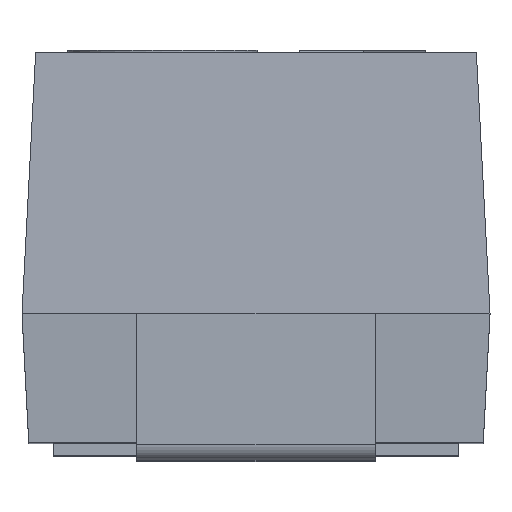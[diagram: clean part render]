
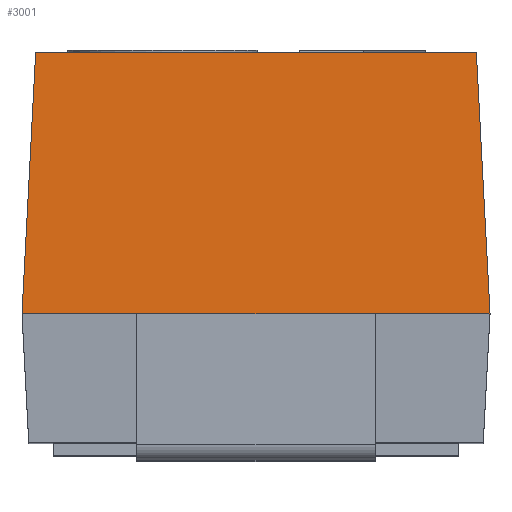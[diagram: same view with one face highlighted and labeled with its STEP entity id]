
A CAD part, top view. The second image highlights one B-rep face of the part: STEP entity #3001.
In plain terms, the highlighted planar face has unit normal (0, 0.052, 0.999).
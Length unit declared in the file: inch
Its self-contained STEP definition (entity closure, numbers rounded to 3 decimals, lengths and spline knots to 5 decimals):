
#49=LINE('',#3869,#408);
#343=LINE('',#4654,#702);
#382=LINE('',#4750,#741);
#383=LINE('',#4753,#742);
#403=LINE('',#4790,#762);
#404=LINE('',#4791,#763);
#408=VECTOR('',#3193,0.3937);
#702=VECTOR('',#3705,0.3937);
#741=VECTOR('',#3798,0.3937);
#742=VECTOR('',#3801,0.3937);
#762=VECTOR('',#3837,0.3937);
#763=VECTOR('',#3838,0.3937);
#891=PLANE('',#3167);
#1056=FACE_OUTER_BOUND('',#1220,.T.);
#1220=EDGE_LOOP('',(#2656,#2657,#2658,#2659,#2660,#2661));
#1249=VERTEX_POINT('',#3866);
#1250=VERTEX_POINT('',#3868);
#1447=VERTEX_POINT('',#4603);
#1462=VERTEX_POINT('',#4644);
#1494=VERTEX_POINT('',#4748);
#1495=VERTEX_POINT('',#4752);
#1511=EDGE_CURVE('',#1249,#1250,#49,.T.);
#1831=EDGE_CURVE('',#1447,#1462,#343,.T.);
#1878=EDGE_CURVE('',#1494,#1447,#382,.T.);
#1879=EDGE_CURVE('',#1462,#1495,#383,.T.);
#1899=EDGE_CURVE('',#1250,#1494,#403,.T.);
#1900=EDGE_CURVE('',#1495,#1249,#404,.T.);
#2656=ORIENTED_EDGE('',*,*,#1899,.F.);
#2657=ORIENTED_EDGE('',*,*,#1511,.F.);
#2658=ORIENTED_EDGE('',*,*,#1900,.F.);
#2659=ORIENTED_EDGE('',*,*,#1879,.F.);
#2660=ORIENTED_EDGE('',*,*,#1831,.F.);
#2661=ORIENTED_EDGE('',*,*,#1878,.F.);
#3001=ADVANCED_FACE('',(#1056),#891,.F.);
#3167=AXIS2_PLACEMENT_3D('',#4789,#3835,#3836);
#3193=DIRECTION('',(1.,0.,0.));
#3705=DIRECTION('',(-1.,0.,0.));
#3798=DIRECTION('',(-1.,0.,0.));
#3801=DIRECTION('',(-1.,0.,0.));
#3835=DIRECTION('center_axis',(0.,-0.052,-0.999));
#3836=DIRECTION('ref_axis',(-1.,0.,0.));
#3837=DIRECTION('',(0.052,-0.997,0.052));
#3838=DIRECTION('',(0.052,0.997,-0.052));
#3866=CARTESIAN_POINT('',(0.06293,0.1379,0.2776));
#3868=CARTESIAN_POINT('',(0.23693,0.1379,0.2776));
#3869=CARTESIAN_POINT('',(0.19612,0.1379,0.2776));
#4603=CARTESIAN_POINT('',(0.19693,0.0349,0.283));
#4644=CARTESIAN_POINT('',(0.10293,0.0349,0.283));
#4654=CARTESIAN_POINT('',(0.19612,0.0349,0.283));
#4748=CARTESIAN_POINT('',(0.24232,0.0349,0.283));
#4750=CARTESIAN_POINT('',(0.19612,0.0349,0.283));
#4752=CARTESIAN_POINT('',(0.05753,0.0349,0.283));
#4753=CARTESIAN_POINT('',(0.19612,0.0349,0.283));
#4789=CARTESIAN_POINT('Origin',(0.24232,0.0349,0.283));
#4790=CARTESIAN_POINT('',(0.23925,0.09364,0.27992));
#4791=CARTESIAN_POINT('',(0.05817,0.0471,0.28236));
